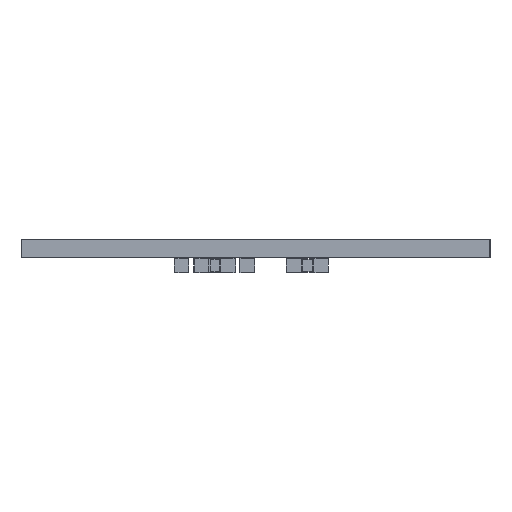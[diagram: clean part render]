
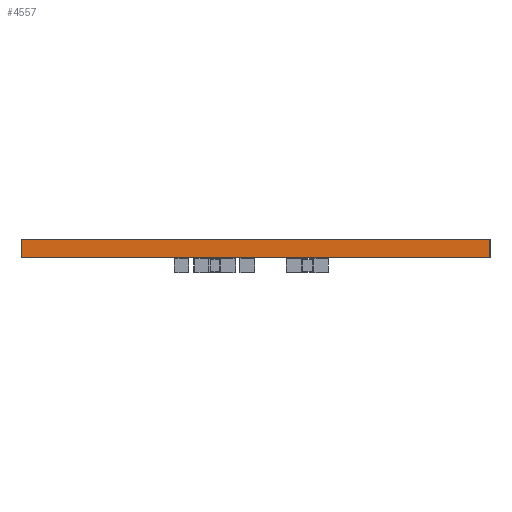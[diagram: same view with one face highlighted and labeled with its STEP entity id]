
A CAD part, left-side view. The second image highlights one B-rep face of the part: STEP entity #4557.
In plain terms, the highlighted planar face has unit normal (-1, 0, 0).
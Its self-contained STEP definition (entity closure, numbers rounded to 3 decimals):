
#4376 = PLANE('',#4377);
#4377 = AXIS2_PLACEMENT_3D('',#4378,#4379,#4380);
#4378 = CARTESIAN_POINT('',(184.78,-112.7,0.));
#4379 = DIRECTION('',(0.,-1.,0.));
#4380 = DIRECTION('',(-1.,0.,0.));
#4401 = VERTEX_POINT('',#4402);
#4402 = CARTESIAN_POINT('',(124.328,-112.7,1.58));
#4416 = PLANE('',#4417);
#4417 = AXIS2_PLACEMENT_3D('',#4418,#4419,#4420);
#4418 = CARTESIAN_POINT('',(154.554,-92.634,1.58));
#4419 = DIRECTION('',(-0.,-0.,-1.));
#4420 = DIRECTION('',(-1.,0.,0.));
#4428 = EDGE_CURVE('',#4429,#4401,#4431,.T.);
#4429 = VERTEX_POINT('',#4430);
#4430 = CARTESIAN_POINT('',(124.328,-112.7,0.));
#4431 = SURFACE_CURVE('',#4432,(#4436,#4443),.PCURVE_S1.);
#4432 = LINE('',#4433,#4434);
#4433 = CARTESIAN_POINT('',(124.328,-112.7,0.));
#4434 = VECTOR('',#4435,1.);
#4435 = DIRECTION('',(0.,0.,1.));
#4436 = PCURVE('',#4376,#4437);
#4437 = DEFINITIONAL_REPRESENTATION('',(#4438),#4442);
#4438 = LINE('',#4439,#4440);
#4439 = CARTESIAN_POINT('',(60.452,0.));
#4440 = VECTOR('',#4441,1.);
#4441 = DIRECTION('',(0.,-1.));
#4442 = ( GEOMETRIC_REPRESENTATION_CONTEXT(2) 
PARAMETRIC_REPRESENTATION_CONTEXT() REPRESENTATION_CONTEXT('2D SPACE',''
  ) );
#4443 = PCURVE('',#4444,#4449);
#4444 = PLANE('',#4445);
#4445 = AXIS2_PLACEMENT_3D('',#4446,#4447,#4448);
#4446 = CARTESIAN_POINT('',(124.328,-112.7,0.));
#4447 = DIRECTION('',(-1.,0.,0.));
#4448 = DIRECTION('',(0.,1.,0.));
#4449 = DEFINITIONAL_REPRESENTATION('',(#4450),#4454);
#4450 = LINE('',#4451,#4452);
#4451 = CARTESIAN_POINT('',(0.,0.));
#4452 = VECTOR('',#4453,1.);
#4453 = DIRECTION('',(0.,-1.));
#4454 = ( GEOMETRIC_REPRESENTATION_CONTEXT(2) 
PARAMETRIC_REPRESENTATION_CONTEXT() REPRESENTATION_CONTEXT('2D SPACE',''
  ) );
#4470 = PLANE('',#4471);
#4471 = AXIS2_PLACEMENT_3D('',#4472,#4473,#4474);
#4472 = CARTESIAN_POINT('',(154.554,-92.634,0.));
#4473 = DIRECTION('',(-0.,-0.,-1.));
#4474 = DIRECTION('',(-1.,0.,0.));
#4503 = PLANE('',#4504);
#4504 = AXIS2_PLACEMENT_3D('',#4505,#4506,#4507);
#4505 = CARTESIAN_POINT('',(124.328,-72.568,0.));
#4506 = DIRECTION('',(0.,1.,0.));
#4507 = DIRECTION('',(1.,0.,0.));
#4557 = ADVANCED_FACE('',(#4558),#4444,.T.);
#4558 = FACE_BOUND('',#4559,.T.);
#4559 = EDGE_LOOP('',(#4560,#4561,#4584,#4607));
#4560 = ORIENTED_EDGE('',*,*,#4428,.T.);
#4561 = ORIENTED_EDGE('',*,*,#4562,.T.);
#4562 = EDGE_CURVE('',#4401,#4563,#4565,.T.);
#4563 = VERTEX_POINT('',#4564);
#4564 = CARTESIAN_POINT('',(124.328,-72.568,1.58));
#4565 = SURFACE_CURVE('',#4566,(#4570,#4577),.PCURVE_S1.);
#4566 = LINE('',#4567,#4568);
#4567 = CARTESIAN_POINT('',(124.328,-112.7,1.58));
#4568 = VECTOR('',#4569,1.);
#4569 = DIRECTION('',(0.,1.,0.));
#4570 = PCURVE('',#4444,#4571);
#4571 = DEFINITIONAL_REPRESENTATION('',(#4572),#4576);
#4572 = LINE('',#4573,#4574);
#4573 = CARTESIAN_POINT('',(0.,-1.58));
#4574 = VECTOR('',#4575,1.);
#4575 = DIRECTION('',(1.,0.));
#4576 = ( GEOMETRIC_REPRESENTATION_CONTEXT(2) 
PARAMETRIC_REPRESENTATION_CONTEXT() REPRESENTATION_CONTEXT('2D SPACE',''
  ) );
#4577 = PCURVE('',#4416,#4578);
#4578 = DEFINITIONAL_REPRESENTATION('',(#4579),#4583);
#4579 = LINE('',#4580,#4581);
#4580 = CARTESIAN_POINT('',(30.226,-20.066));
#4581 = VECTOR('',#4582,1.);
#4582 = DIRECTION('',(0.,1.));
#4583 = ( GEOMETRIC_REPRESENTATION_CONTEXT(2) 
PARAMETRIC_REPRESENTATION_CONTEXT() REPRESENTATION_CONTEXT('2D SPACE',''
  ) );
#4584 = ORIENTED_EDGE('',*,*,#4585,.F.);
#4585 = EDGE_CURVE('',#4586,#4563,#4588,.T.);
#4586 = VERTEX_POINT('',#4587);
#4587 = CARTESIAN_POINT('',(124.328,-72.568,0.));
#4588 = SURFACE_CURVE('',#4589,(#4593,#4600),.PCURVE_S1.);
#4589 = LINE('',#4590,#4591);
#4590 = CARTESIAN_POINT('',(124.328,-72.568,0.));
#4591 = VECTOR('',#4592,1.);
#4592 = DIRECTION('',(0.,0.,1.));
#4593 = PCURVE('',#4444,#4594);
#4594 = DEFINITIONAL_REPRESENTATION('',(#4595),#4599);
#4595 = LINE('',#4596,#4597);
#4596 = CARTESIAN_POINT('',(40.132,0.));
#4597 = VECTOR('',#4598,1.);
#4598 = DIRECTION('',(0.,-1.));
#4599 = ( GEOMETRIC_REPRESENTATION_CONTEXT(2) 
PARAMETRIC_REPRESENTATION_CONTEXT() REPRESENTATION_CONTEXT('2D SPACE',''
  ) );
#4600 = PCURVE('',#4503,#4601);
#4601 = DEFINITIONAL_REPRESENTATION('',(#4602),#4606);
#4602 = LINE('',#4603,#4604);
#4603 = CARTESIAN_POINT('',(0.,0.));
#4604 = VECTOR('',#4605,1.);
#4605 = DIRECTION('',(0.,-1.));
#4606 = ( GEOMETRIC_REPRESENTATION_CONTEXT(2) 
PARAMETRIC_REPRESENTATION_CONTEXT() REPRESENTATION_CONTEXT('2D SPACE',''
  ) );
#4607 = ORIENTED_EDGE('',*,*,#4608,.F.);
#4608 = EDGE_CURVE('',#4429,#4586,#4609,.T.);
#4609 = SURFACE_CURVE('',#4610,(#4614,#4621),.PCURVE_S1.);
#4610 = LINE('',#4611,#4612);
#4611 = CARTESIAN_POINT('',(124.328,-112.7,0.));
#4612 = VECTOR('',#4613,1.);
#4613 = DIRECTION('',(0.,1.,0.));
#4614 = PCURVE('',#4444,#4615);
#4615 = DEFINITIONAL_REPRESENTATION('',(#4616),#4620);
#4616 = LINE('',#4617,#4618);
#4617 = CARTESIAN_POINT('',(0.,0.));
#4618 = VECTOR('',#4619,1.);
#4619 = DIRECTION('',(1.,0.));
#4620 = ( GEOMETRIC_REPRESENTATION_CONTEXT(2) 
PARAMETRIC_REPRESENTATION_CONTEXT() REPRESENTATION_CONTEXT('2D SPACE',''
  ) );
#4621 = PCURVE('',#4470,#4622);
#4622 = DEFINITIONAL_REPRESENTATION('',(#4623),#4627);
#4623 = LINE('',#4624,#4625);
#4624 = CARTESIAN_POINT('',(30.226,-20.066));
#4625 = VECTOR('',#4626,1.);
#4626 = DIRECTION('',(0.,1.));
#4627 = ( GEOMETRIC_REPRESENTATION_CONTEXT(2) 
PARAMETRIC_REPRESENTATION_CONTEXT() REPRESENTATION_CONTEXT('2D SPACE',''
  ) );
